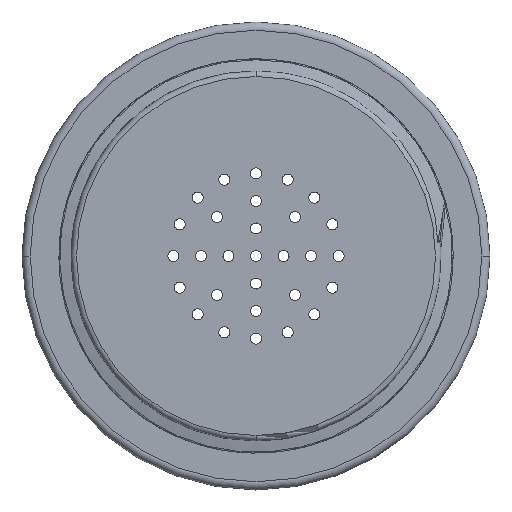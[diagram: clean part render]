
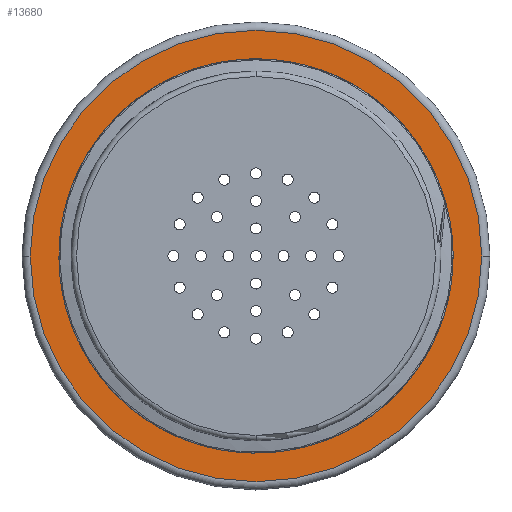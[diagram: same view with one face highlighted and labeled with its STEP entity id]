
A CAD part, front view. The second image highlights one B-rep face of the part: STEP entity #13680.
In plain terms, the highlighted planar face has unit normal (0, -1, 0).
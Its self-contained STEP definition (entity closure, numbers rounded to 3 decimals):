
#1207 = DIRECTION ( 'NONE',  ( 0., -1., 0. ) ) ;
#1350 = DIRECTION ( 'NONE',  ( 1., 0., 0. ) ) ;
#2437 = FACE_BOUND ( 'NONE', #13348, .T. ) ;
#2528 = AXIS2_PLACEMENT_3D ( 'NONE', #5419, #17610, #3726 ) ;
#3381 = VERTEX_POINT ( 'NONE', #16486 ) ;
#3488 = CIRCLE ( 'NONE', #8297, 41. ) ;
#3726 = DIRECTION ( 'NONE',  ( 1., 0., 0. ) ) ;
#4280 = DIRECTION ( 'NONE',  ( 1., 0., 0. ) ) ;
#5408 = CARTESIAN_POINT ( 'NONE',  ( 0., 3.007, 0. ) ) ;
#5419 = CARTESIAN_POINT ( 'NONE',  ( 0., 3.007, 0. ) ) ;
#5855 = DIRECTION ( 'NONE',  ( 1., 0., 0. ) ) ;
#6363 = ORIENTED_EDGE ( 'NONE', *, *, #9785, .T. ) ;
#6729 = EDGE_CURVE ( 'NONE', #3381, #11661, #13687, .T. ) ;
#6769 = CARTESIAN_POINT ( 'NONE',  ( -41., 3.007, 0. ) ) ;
#7297 = AXIS2_PLACEMENT_3D ( 'NONE', #11700, #10403, #4280 ) ;
#8073 = ORIENTED_EDGE ( 'NONE', *, *, #6729, .T. ) ;
#8297 = AXIS2_PLACEMENT_3D ( 'NONE', #8789, #1207, #5855 ) ;
#8720 = VERTEX_POINT ( 'NONE', #6769 ) ;
#8789 = CARTESIAN_POINT ( 'NONE',  ( 0., 3.007, 0. ) ) ;
#9785 = EDGE_CURVE ( 'NONE', #11661, #3381, #15606, .T. ) ;
#9793 = CARTESIAN_POINT ( 'NONE',  ( 33.6, 3.007, 0. ) ) ;
#10040 = DIRECTION ( 'NONE',  ( 0., -1., 0. ) ) ;
#10403 = DIRECTION ( 'NONE',  ( 0., 1., 0. ) ) ;
#10638 = DIRECTION ( 'NONE',  ( 0., -1., 0. ) ) ;
#10791 = CARTESIAN_POINT ( 'NONE',  ( 41., 3.007, 0. ) ) ;
#11056 = EDGE_LOOP ( 'NONE', ( #13152, #11270 ) ) ;
#11217 = AXIS2_PLACEMENT_3D ( 'NONE', #13614, #10638, #1350 ) ;
#11270 = ORIENTED_EDGE ( 'NONE', *, *, #11463, .T. ) ;
#11463 = EDGE_CURVE ( 'NONE', #8720, #19544, #15347, .T. ) ;
#11661 = VERTEX_POINT ( 'NONE', #9793 ) ;
#11700 = CARTESIAN_POINT ( 'NONE',  ( 0., 3.007, 0. ) ) ;
#13062 = EDGE_CURVE ( 'NONE', #19544, #8720, #3488, .T. ) ;
#13152 = ORIENTED_EDGE ( 'NONE', *, *, #13062, .T. ) ;
#13348 = EDGE_LOOP ( 'NONE', ( #8073, #6363 ) ) ;
#13614 = CARTESIAN_POINT ( 'NONE',  ( 0., 3.007, 0. ) ) ;
#13680 = ADVANCED_FACE ( 'NONE', ( #2437, #14253 ), #19074, .T. ) ;
#13687 = CIRCLE ( 'NONE', #2528, 33.6 ) ;
#14253 = FACE_OUTER_BOUND ( 'NONE', #11056, .T. ) ;
#14671 = AXIS2_PLACEMENT_3D ( 'NONE', #5408, #10040, #16098 ) ;
#15347 = CIRCLE ( 'NONE', #11217, 41. ) ;
#15606 = CIRCLE ( 'NONE', #7297, 33.6 ) ;
#16098 = DIRECTION ( 'NONE',  ( 1., 0., 0. ) ) ;
#16486 = CARTESIAN_POINT ( 'NONE',  ( -33.6, 3.007, 0. ) ) ;
#17610 = DIRECTION ( 'NONE',  ( 0., 1., 0. ) ) ;
#19074 = PLANE ( 'NONE',  #14671 ) ;
#19544 = VERTEX_POINT ( 'NONE', #10791 ) ;
